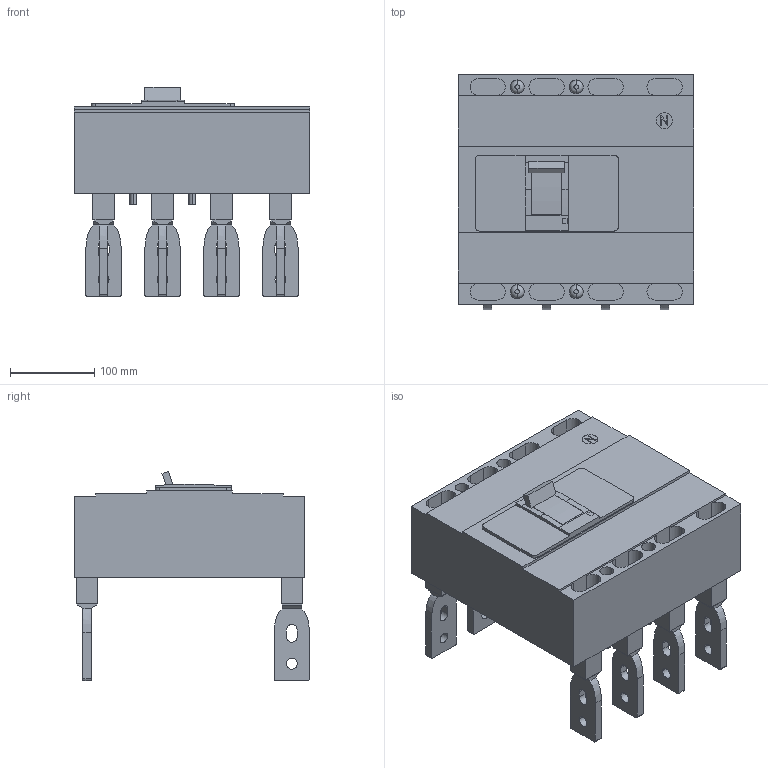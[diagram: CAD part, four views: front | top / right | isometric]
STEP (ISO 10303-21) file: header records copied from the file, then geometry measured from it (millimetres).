
FILE_DESCRIPTION(('CoCreate Modeling STEP Export'),'2;1');
FILE_NAME('Ｓ６３０ＮＦ４Ｒ.stp','2012-03-23T15:32:02',(''),(''),'CoCreate Modeling STEP processor for AP214 (Solid Model)','CoCreate Modeling 17.0 01-Apr-2010 (C) Parametric Technology GmbH','');
FILE_SCHEMA(('AUTOMOTIVE_DESIGN { 1 0 10303 214 1 1 1 1 }'));
Length unit declared in the file: millimetre
Products named in the file (3): p2; p1; Ｓ６３０ＮＦ４Ｒ
Assembly tree (5 placements, depth 2):
  Ｓ６３０ＮＦ４Ｒ
    p2  x4
    p1
Bounding box: 280 x 279 x 248.18 mm (x, y, z)
Volume: 7707350.7 mm3; surface area: 452096.9 mm2
Topology: 5 solids, 5 shells, 370 faces, 964 edges, 632 vertices
Faces by surface type: plane 209, cylinder 137, extrusion 16, torus 8
Entity records: 12390 total; most frequent: CARTESIAN_POINT 2436, ORIENTED_EDGE 1832, DIRECTION 1544, EDGE_CURVE 916, VECTOR 620, LINE 604, VERTEX_POINT 602, AXIS2_PLACEMENT_3D 462
